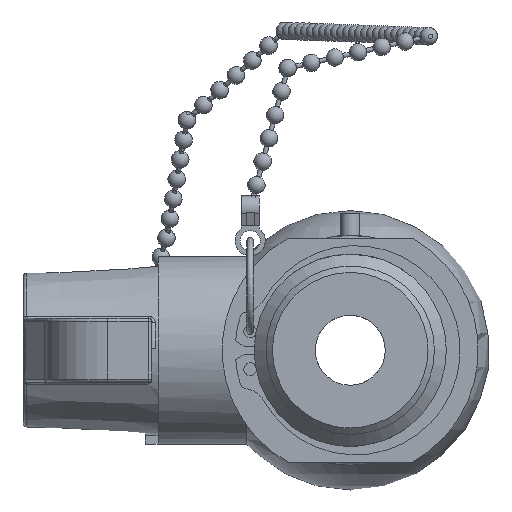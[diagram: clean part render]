
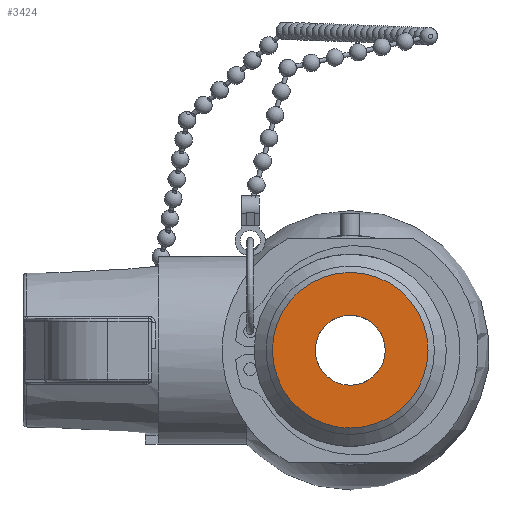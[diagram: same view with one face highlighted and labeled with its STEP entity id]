
A CAD part, left-side view. The second image highlights one B-rep face of the part: STEP entity #3424.
In plain terms, the highlighted planar face has unit normal (-1, 0, 0).
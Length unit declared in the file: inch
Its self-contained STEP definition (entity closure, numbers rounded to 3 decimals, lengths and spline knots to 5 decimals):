
#181=FACE_BOUND('',#837,.T.);
#242=PLANE('',#3962);
#612=FACE_OUTER_BOUND('',#836,.T.);
#836=EDGE_LOOP('',(#2878));
#837=EDGE_LOOP('',(#2879));
#1431=CIRCLE('',#3963,0.6075);
#1432=CIRCLE('',#3964,0.273);
#1702=VERTEX_POINT('',#6765);
#1703=VERTEX_POINT('',#6767);
#2112=EDGE_CURVE('',#1702,#1702,#1431,.T.);
#2113=EDGE_CURVE('',#1703,#1703,#1432,.T.);
#2878=ORIENTED_EDGE('',*,*,#2112,.F.);
#2879=ORIENTED_EDGE('',*,*,#2113,.T.);
#3424=ADVANCED_FACE('',(#612,#181),#242,.T.);
#3962=AXIS2_PLACEMENT_3D('',#6764,#4760,#4761);
#3963=AXIS2_PLACEMENT_3D('',#6766,#4762,#4763);
#3964=AXIS2_PLACEMENT_3D('',#6768,#4764,#4765);
#4760=DIRECTION('center_axis',(-1.,0.,0.));
#4761=DIRECTION('ref_axis',(0.,0.,1.));
#4762=DIRECTION('center_axis',(1.,0.,0.));
#4763=DIRECTION('ref_axis',(0.,1.,0.));
#4764=DIRECTION('center_axis',(1.,0.,0.));
#4765=DIRECTION('ref_axis',(0.,1.,0.));
#6764=CARTESIAN_POINT('Origin',(0.,0.44025,0.));
#6765=CARTESIAN_POINT('',(0.,-0.6075,0.));
#6766=CARTESIAN_POINT('Origin',(0.,0.,0.));
#6767=CARTESIAN_POINT('',(0.,-0.273,0.));
#6768=CARTESIAN_POINT('Origin',(0.,0.,0.));
